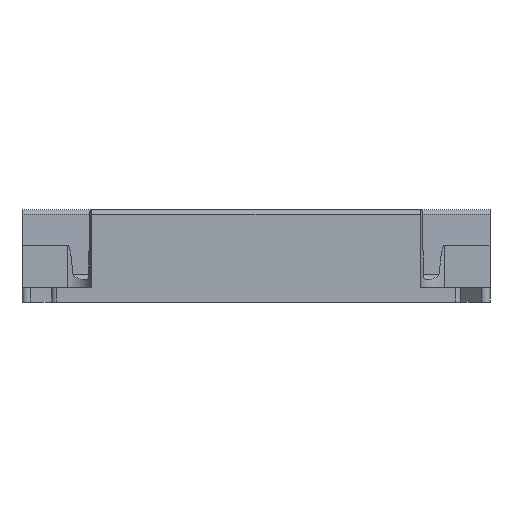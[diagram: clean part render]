
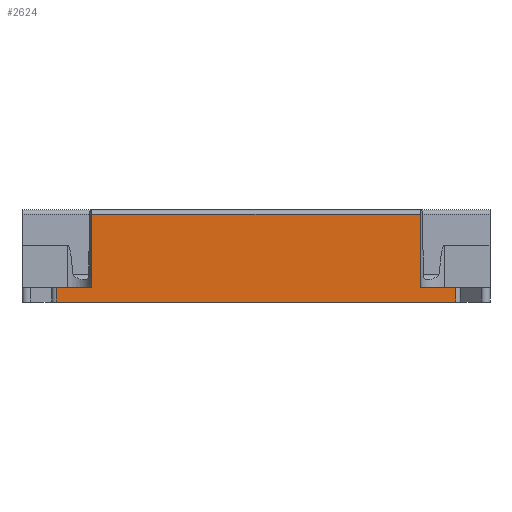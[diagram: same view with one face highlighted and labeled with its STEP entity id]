
A CAD part, front view. The second image highlights one B-rep face of the part: STEP entity #2624.
In plain terms, the highlighted planar face has unit normal (0, -1, 0).
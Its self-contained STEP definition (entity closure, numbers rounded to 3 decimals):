
#344=ORIENTED_EDGE('',*,*,#1141,.T.);
#345=ORIENTED_EDGE('',*,*,#1160,.T.);
#346=ORIENTED_EDGE('',*,*,#1070,.T.);
#347=ORIENTED_EDGE('',*,*,#1161,.T.);
#348=ORIENTED_EDGE('',*,*,#1162,.F.);
#349=ORIENTED_EDGE('',*,*,#1163,.F.);
#350=ORIENTED_EDGE('',*,*,#1164,.T.);
#351=ORIENTED_EDGE('',*,*,#1165,.T.);
#1070=EDGE_CURVE('',#1482,#1481,#1748,.T.);
#1141=EDGE_CURVE('',#1552,#1551,#1787,.T.);
#1160=EDGE_CURVE('',#1551,#1482,#1802,.F.);
#1161=EDGE_CURVE('',#1481,#1565,#1803,.T.);
#1162=EDGE_CURVE('',#1566,#1565,#1804,.T.);
#1163=EDGE_CURVE('',#1567,#1566,#1805,.T.);
#1164=EDGE_CURVE('',#1567,#1568,#1806,.T.);
#1165=EDGE_CURVE('',#1568,#1552,#1807,.T.);
#1481=VERTEX_POINT('',#3878);
#1482=VERTEX_POINT('',#3880);
#1551=VERTEX_POINT('',#4021);
#1552=VERTEX_POINT('',#4023);
#1565=VERTEX_POINT('',#4060);
#1566=VERTEX_POINT('',#4062);
#1567=VERTEX_POINT('',#4064);
#1568=VERTEX_POINT('',#4066);
#1748=LINE('',#3879,#2011);
#1787=LINE('',#4022,#2050);
#1802=LINE('',#4058,#2065);
#1803=LINE('',#4059,#2066);
#1804=LINE('',#4061,#2067);
#1805=LINE('',#4063,#2068);
#1806=LINE('',#4065,#2069);
#1807=LINE('',#4067,#2070);
#2011=VECTOR('',#3066,1000.);
#2050=VECTOR('',#3173,1000.);
#2065=VECTOR('',#3204,1000.);
#2066=VECTOR('',#3205,1000.);
#2067=VECTOR('',#3206,1000.);
#2068=VECTOR('',#3207,1000.);
#2069=VECTOR('',#3208,1000.);
#2070=VECTOR('',#3209,1000.);
#2273=EDGE_LOOP('',(#344,#345,#346,#347,#348,#349,#350,#351));
#2412=FACE_BOUND('',#2273,.T.);
#2549=PLANE('',#2819);
#2624=ADVANCED_FACE('',(#2412),#2549,.T.);
#2819=AXIS2_PLACEMENT_3D('',#4057,#3202,#3203);
#3066=DIRECTION('',(1.,0.,0.));
#3173=DIRECTION('',(-1.,0.,0.));
#3202=DIRECTION('',(0.,-1.,0.));
#3203=DIRECTION('',(0.,0.,-1.));
#3204=DIRECTION('',(0.,0.,1.));
#3205=DIRECTION('',(0.,0.,1.));
#3206=DIRECTION('',(1.,0.,0.));
#3207=DIRECTION('',(0.,0.,-1.));
#3208=DIRECTION('',(-1.,0.,0.));
#3209=DIRECTION('',(0.,0.,-1.));
#3878=CARTESIAN_POINT('',(24.69,-18.41,-1.78));
#3879=CARTESIAN_POINT('',(-28.955,-18.41,-1.78));
#3880=CARTESIAN_POINT('',(-24.69,-18.41,-1.78));
#4021=CARTESIAN_POINT('',(-24.69,-18.41,0.));
#4022=CARTESIAN_POINT('',(-28.955,-18.41,0.));
#4023=CARTESIAN_POINT('',(-20.304,-18.41,0.));
#4057=CARTESIAN_POINT('',(-28.955,-18.41,-1.78));
#4058=CARTESIAN_POINT('',(-24.69,-18.41,-1.78));
#4059=CARTESIAN_POINT('',(24.69,-18.41,0.));
#4060=CARTESIAN_POINT('',(24.69,-18.41,0.));
#4061=CARTESIAN_POINT('',(-28.955,-18.41,0.));
#4062=CARTESIAN_POINT('',(20.304,-18.41,0.));
#4063=CARTESIAN_POINT('',(20.304,-18.41,-1.78));
#4064=CARTESIAN_POINT('',(20.304,-18.41,9.075));
#4065=CARTESIAN_POINT('',(-28.955,-18.41,9.075));
#4066=CARTESIAN_POINT('',(-20.304,-18.41,9.075));
#4067=CARTESIAN_POINT('',(-20.304,-18.41,-1.78));
